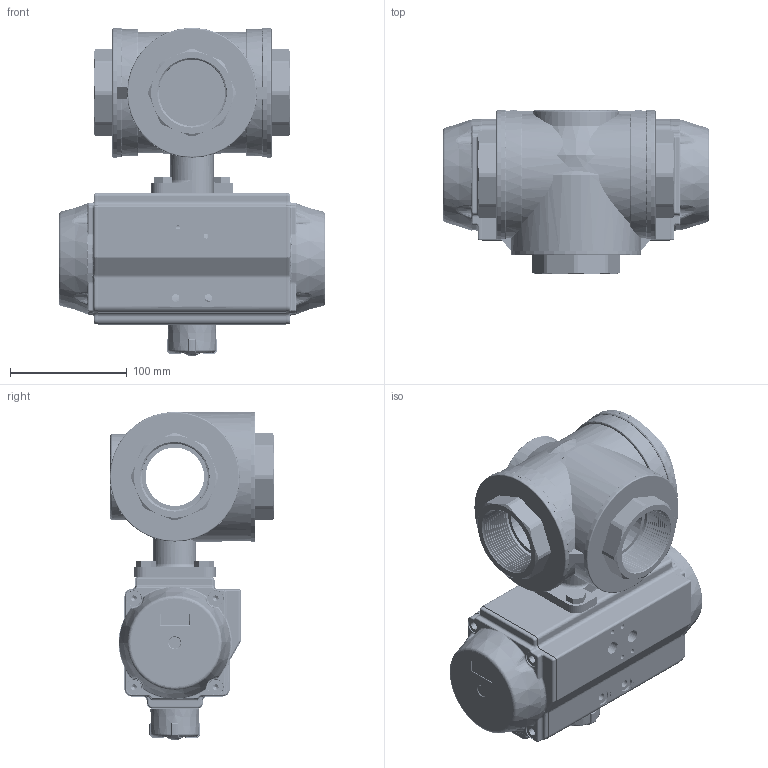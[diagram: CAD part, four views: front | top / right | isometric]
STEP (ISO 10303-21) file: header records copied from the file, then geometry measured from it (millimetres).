
FILE_DESCRIPTION(/* description */ ('Unknown'),/* implementation_level */ '2;1');
FILE_NAME(/* name */ 'PD05 0837_0838-09',/* time_stamp */ '2025-03-24T12:30:40+01:00',/* author */ ('Unknown'),/* organization */ ('Unknown'),/* preprocessor_version */ 'ST-DEVELOPER v19.4',/* originating_system */ 'Solid Edge',/* authorisation */ 'Unknown');
FILE_SCHEMA (('AUTOMOTIVE_DESIGN {1 0 10303 214 3 1 1}'));
Length unit declared in the file: millimetre
Products named in the file (16): PD05 0837_0838-09; 2.330_335.050; 351-09-002; 351-09-005; 351-09-001; M8x20; PD05_PE04; VTE85____; Optische Anzeige; ______; ________(___________; cup head nib bolts with large head gb_GB_FASTENER_BOLT_CHNBW M6X25-N; huosai85; zhou85; vt85-2016-06-25  _______MIR; vt85-2016-06-25
Assembly tree (23 placements, depth 4):
  PD05 0837_0838-09
    2.330_335.050
      351-09-002  x3
      351-09-005
      351-09-001
    M8x20  x3
    PD05_PE04
      VTE85____
      Optische Anzeige
        ______
        ________(___________  x4
        cup head nib bolts with large head gb_GB_FASTENER_BOLT_CHNBW M6X25-N
      huosai85  x2
      zhou85
      vt85-2016-06-25  _______MIR
      vt85-2016-06-25
Bounding box: 228 x 140.5 x 280.81 mm (x, y, z)
Volume: 1903566.5 mm3; surface area: 554503.2 mm2
Topology: 20 solids, 20 shells, 3896 faces, 10184 edges, 6467 vertices
Faces by surface type: plane 1457, cylinder 890, bspline 749, torus 517, cone 269, sphere 14
Full cylindrical faces by diameter (mm): 3 x16, 3.3 x8, 4 x2, 4.134 x8, 4.66 x1, 4.917 x13, 5 x1, 6 x1, 6.2 x1, 6.647 x6, 7 x19, 8 x3, 8.5 x1, 9 x3, 11.445 x2, 12 x2, 13 x10, 16.2 x1, 16.5 x3, 18.7 x1, 20 x7, 21 x4, 23 x12, 24 x1, 25 x1, 26 x1, 27 x1, 31.5 x1, 32.2 x1, 32.4 x1
Entity records: 137308 total; most frequent: CARTESIAN_POINT 68447, ORIENTED_EDGE 15254, DIRECTION 12612, EDGE_CURVE 7627, VERTEX_POINT 5052, AXIS2_PLACEMENT_3D 4781, FACE_BOUND 3501, EDGE_LOOP 3488
